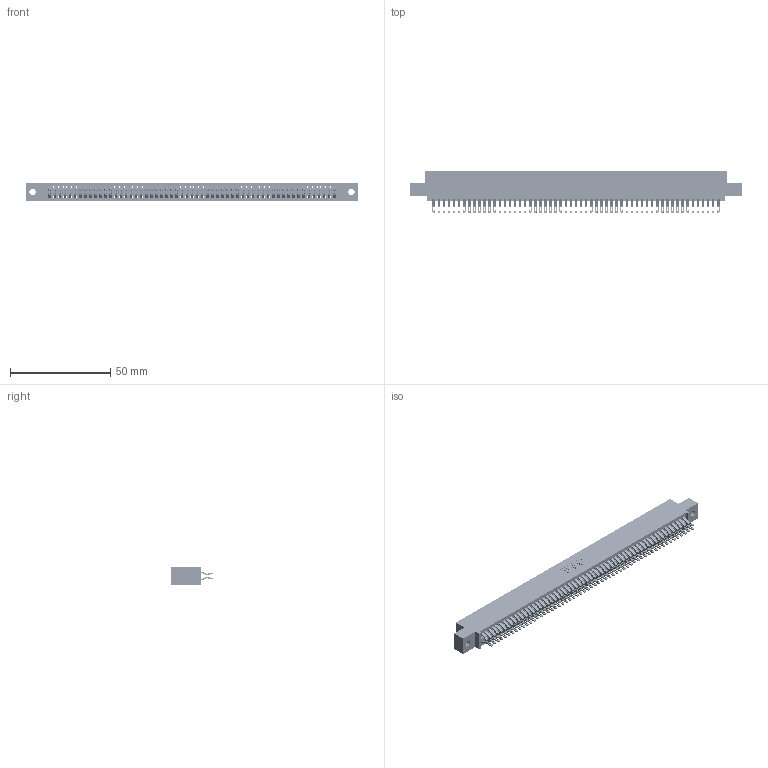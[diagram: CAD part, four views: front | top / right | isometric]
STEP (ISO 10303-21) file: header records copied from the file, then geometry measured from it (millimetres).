
FILE_DESCRIPTION (( 'STEP AP203' ), '1' );
FILE_NAME ('345-114-555-502.STEP', '2019-11-05T12:12:21', ( '' ), ( '' ), 'SwSTEP 2.0', 'SolidWorks 2016', '' );
FILE_SCHEMA (( 'CONFIG_CONTROL_DESIGN' ));
Length unit declared in the file: inch
Products named in the file (3): 345 Part_0.110 Offset - 0.128 Dia; 345-292-001_555 Tail; 345-114-555-502
Assembly tree (115 placements, depth 2):
  345-114-555-502
    345 Part_0.110 Offset - 0.128 Dia
    345-292-001_555 Tail  x114
Bounding box: 165.99 x 21.13 x 9.4 mm (x, y, z)
Volume: 16484.2 mm3; surface area: 25627.1 mm2
Topology: 115 solids, 115 shells, 6514 faces, 20531 edges, 13686 vertices
Faces by surface type: plane 3618, cylinder 2896
Entity records: 43165 total; most frequent: CARTESIAN_POINT 7258, ORIENTED_EDGE 7162, DIRECTION 6349, EDGE_CURVE 3581, VECTOR 3201, LINE 3201, VERTEX_POINT 2386, AXIS2_PLACEMENT_3D 1574
